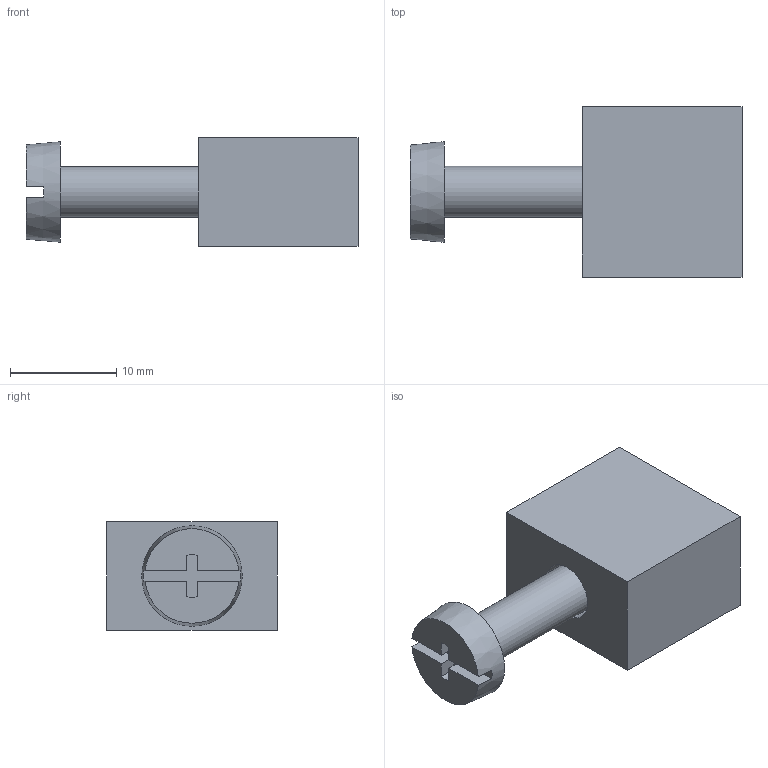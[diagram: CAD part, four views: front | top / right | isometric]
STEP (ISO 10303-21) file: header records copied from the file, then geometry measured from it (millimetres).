
FILE_DESCRIPTION( ( 'STEP AP214' ), '1' );
FILE_NAME( 'adt125_110.stp', '2021-04-06T12:34:37', ( 'License CC BY-ND 4.0' ), ( 'CADENAS' ), ' ', 'PARTsolutions', ' ' );
FILE_SCHEMA( ( 'AUTOMOTIVE_DESIGN { 1 0 10303 214 1 1 1 1 }' ) );
Length unit declared in the file: millimetre
Products named in the file (1): _002290
Bounding box: 31.2 x 16 x 10.2 mm (x, y, z)
Volume: 2801.4 mm3; surface area: 1954.2 mm2
Topology: 1 solids, 1 shells, 28 faces, 66 edges, 43 vertices
Faces by surface type: plane 19, cylinder 6, cone 3
Full cylindrical faces by diameter (mm): 4.8 x2, 5.5 x2
Entity records: 1006 total; most frequent: CARTESIAN_POINT 151, DIRECTION 128, ORIENTED_EDGE 114, EDGE_CURVE 57, AXIS2_PLACEMENT_3D 46, VERTEX_POINT 41, EDGE_LOOP 38, LINE 36
